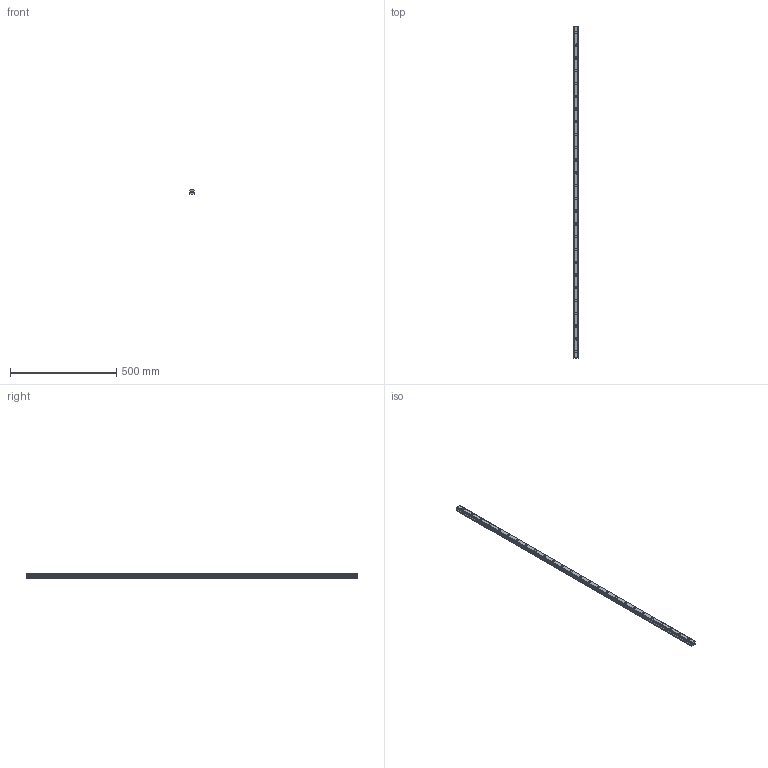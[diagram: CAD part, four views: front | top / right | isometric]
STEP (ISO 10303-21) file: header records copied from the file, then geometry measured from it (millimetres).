
FILE_DESCRIPTION(('STEP AP214'),'1');
FILE_NAME('cctmp_28D4A251-3F06-4E5E-9664-37F2ED71E324_2020_5_28_14_39_53_265..stp','2020-05-28T12:39:53',('HIWIN GmbH'),('CADClick - www.CADClick.com'),'Spatial InterOp 3D',' ','unknown authorization');
FILE_SCHEMA(('AUTOMOTIVE_DESIGN'));
Length unit declared in the file: millimetre
Products named in the file (1): HGR25R1560H_FILE
Bounding box: 23 x 1560 x 22 mm (x, y, z)
Volume: 648548 mm3; surface area: 160663.7 mm2
Topology: 1 solids, 1 shells, 423 faces, 1095 edges, 730 vertices
Faces by surface type: plane 245, cylinder 178
Entity records: 16601 total; most frequent: DIRECTION 2507, CARTESIAN_POINT 2249, ORIENTED_EDGE 2190, EDGE_CURVE 1095, AXIS2_PLACEMENT_3D 988, VERTEX_POINT 730, LINE 531, VECTOR 531
